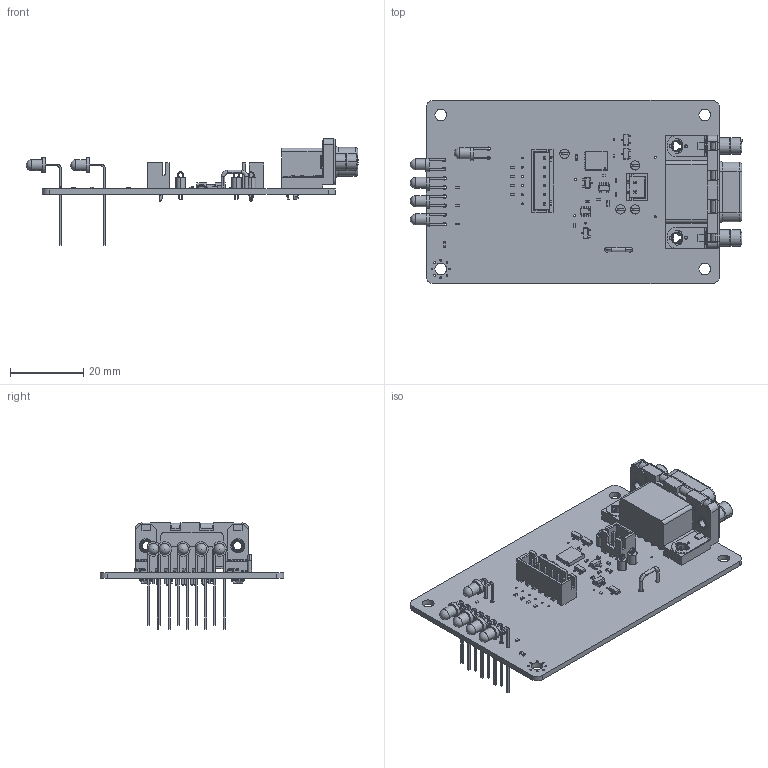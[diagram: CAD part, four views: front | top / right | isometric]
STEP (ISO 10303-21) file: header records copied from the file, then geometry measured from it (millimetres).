
FILE_DESCRIPTION(('KiCad electronic assembly'),'2;1');
FILE_NAME('Ennnn_NAME_PCBA.step','2025-10-19T19:30:20',('Pcbnew'),( 'Kicad'),'Open CASCADE STEP processor 7.6','KiCad to STEP converter' ,'Unknown');
FILE_SCHEMA(('AUTOMOTIVE_DESIGN { 1 0 10303 214 1 1 1 1 }'));
Length unit declared in the file: millimetre
Products named in the file (19): Ennnn_NAME_PCBA 1; R_0402_1005Metric; keystone-PN5000; C_0402_1005Metric; Wurth_3mm_LED-Wurth_3mm_LED; lensBody; cathodeBody; anodeBody; SOT-23-3; SOT-23; R_0603_1608Metric; 1430-2; POWERPAK_SO-8_SINGLE_VIS; SOT-23-6; SOT-23-5; JST_XH_B6B-XH-A_1x06_P2.50mm_Vertical; LD09S13A4GV00LF; JST_XH_B2B-XH-A_1x02_P2.50mm_Vertical; Ennnn_NAME_PCBA_PCB
Assembly tree (43 placements, depth 3):
  Ennnn_NAME_PCBA 1
    R_0402_1005Metric  x12
    keystone-PN5000  x4
    C_0402_1005Metric  x4
    Wurth_3mm_LED-Wurth_3mm_LED  x5
      lensBody
      cathodeBody
      anodeBody
    SOT-23-3  x3
    SOT-23
    R_0603_1608Metric  x3
    1430-2
    POWERPAK_SO-8_SINGLE_VIS
    SOT-23-6
    SOT-23-5
    JST_XH_B6B-XH-A_1x06_P2.50mm_Vertical
    LD09S13A4GV00LF
    JST_XH_B2B-XH-A_1x02_P2.50mm_Vertical
    Ennnn_NAME_PCBA_PCB
Bounding box: 90.54 x 50 x 28.94 mm (x, y, z)
Volume: 10959.8 mm3; surface area: 15167.9 mm2
Topology: 60 solids, 61 shells, 2900 faces, 7892 edges, 5074 vertices
Faces by surface type: plane 1879, cylinder 728, bspline 204, torus 46, cone 38, sphere 5
Full cylindrical faces by diameter (mm): 0.3 x1, 0.5 x20, 0.9 x9, 0.95 x6, 1 x16, 1.27 x2, 3 x5, 3.2 x6
Entity records: 74295 total; most frequent: CARTESIAN_POINT 18995, ORIENTED_EDGE 11874, DIRECTION 10798, EDGE_CURVE 5937, LINE 4218, VECTOR 4218, VERTEX_POINT 3816, AXIS2_PLACEMENT_3D 3290
